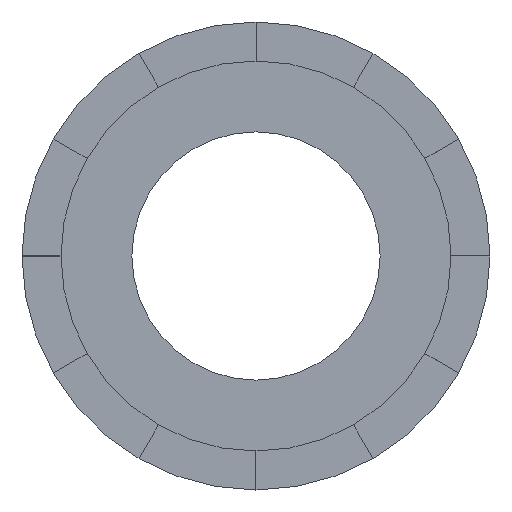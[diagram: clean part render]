
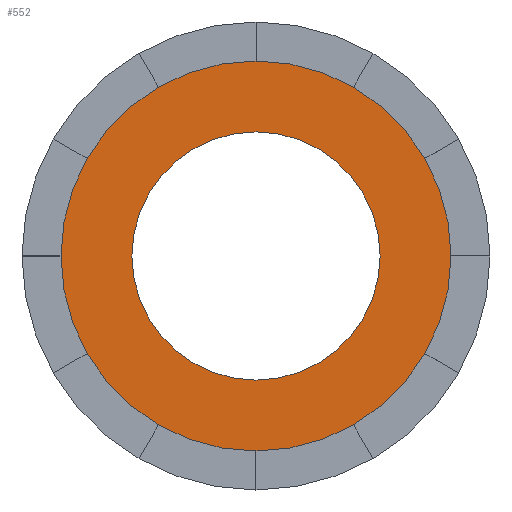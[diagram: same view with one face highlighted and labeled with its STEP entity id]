
A CAD part, left-side view. The second image highlights one B-rep face of the part: STEP entity #552.
In plain terms, the highlighted planar face has unit normal (-1, 0, 0).
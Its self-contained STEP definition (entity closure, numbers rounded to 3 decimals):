
#15=FACE_BOUND('',#105,.T.);
#44=CIRCLE('',#617,27.5);
#46=CIRCLE('',#620,17.5);
#75=FACE_OUTER_BOUND('',#104,.T.);
#104=EDGE_LOOP('',(#495));
#105=EDGE_LOOP('',(#496));
#258=VERTEX_POINT('',#938);
#260=VERTEX_POINT('',#944);
#335=EDGE_CURVE('',#258,#258,#44,.T.);
#338=EDGE_CURVE('',#260,#260,#46,.T.);
#495=ORIENTED_EDGE('',*,*,#335,.T.);
#496=ORIENTED_EDGE('',*,*,#338,.F.);
#523=PLANE('',#623);
#552=ADVANCED_FACE('',(#75,#15),#523,.T.);
#617=AXIS2_PLACEMENT_3D('',#940,#774,#775);
#620=AXIS2_PLACEMENT_3D('',#946,#781,#782);
#623=AXIS2_PLACEMENT_3D('',#951,#788,#789);
#774=DIRECTION('center_axis',(-1.,0.,0.));
#775=DIRECTION('ref_axis',(0.,-1.,0.));
#781=DIRECTION('center_axis',(-1.,0.,0.));
#782=DIRECTION('ref_axis',(0.,-1.,0.));
#788=DIRECTION('center_axis',(-1.,0.,0.));
#789=DIRECTION('ref_axis',(0.,-1.,0.));
#938=CARTESIAN_POINT('',(-66.1,27.5,0.));
#940=CARTESIAN_POINT('Origin',(-66.1,0.,0.));
#944=CARTESIAN_POINT('',(-66.1,17.5,0.));
#946=CARTESIAN_POINT('Origin',(-66.1,0.,0.));
#951=CARTESIAN_POINT('Origin',(-66.1,0.,0.));
